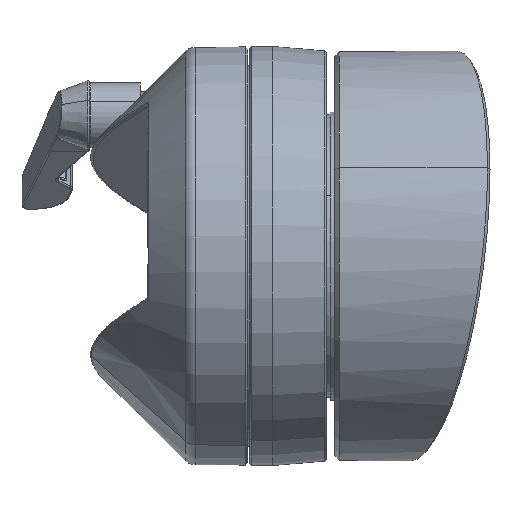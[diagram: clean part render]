
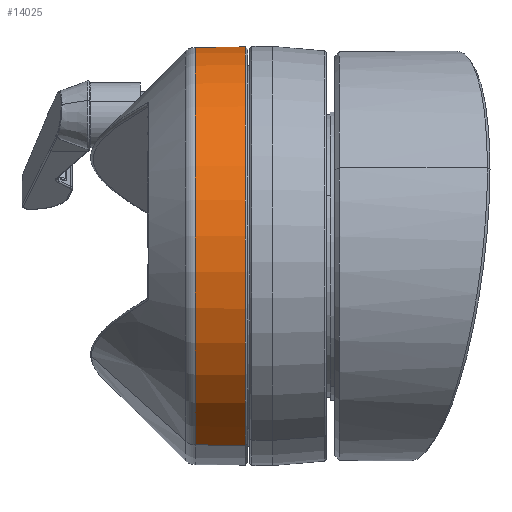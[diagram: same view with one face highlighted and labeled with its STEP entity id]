
A CAD part, left-side view. The second image highlights one B-rep face of the part: STEP entity #14025.
In plain terms, the highlighted conical face has half-angle 0.5 degrees and reference radius 45 mm.
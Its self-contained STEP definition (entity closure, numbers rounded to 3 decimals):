
#33 = ORIENTED_EDGE ( 'NONE', *, *, #6241, .T. ) ;
#208 = CARTESIAN_POINT ( 'NONE',  ( 0., -1.5, 0. ) ) ;
#598 = CIRCLE ( 'NONE', #15056, 44.919 ) ;
#1197 = EDGE_CURVE ( 'NONE', #17057, #16662, #20195, .T. ) ;
#1799 = DIRECTION ( 'NONE',  ( 0., 0., 1. ) ) ;
#1891 = DIRECTION ( 'NONE',  ( 0., -1., 0.009 ) ) ;
#2470 = DIRECTION ( 'NONE',  ( 0., -1., 0. ) ) ;
#2580 = CARTESIAN_POINT ( 'NONE',  ( 0., 9.273, -44.919 ) ) ;
#3146 = EDGE_LOOP ( 'NONE', ( #15214, #16465, #7090, #33 ) ) ;
#3180 = AXIS2_PLACEMENT_3D ( 'NONE', #208, #11187, #1799 ) ;
#3650 = VERTEX_POINT ( 'NONE', #4522 ) ;
#4522 = CARTESIAN_POINT ( 'NONE',  ( 0., 9.273, 44.919 ) ) ;
#4594 = DIRECTION ( 'NONE',  ( 0., 0., -1. ) ) ;
#6241 = EDGE_CURVE ( 'NONE', #16662, #7908, #13975, .T. ) ;
#7090 = ORIENTED_EDGE ( 'NONE', *, *, #1197, .T. ) ;
#7908 = VERTEX_POINT ( 'NONE', #12517 ) ;
#8357 = VECTOR ( 'NONE', #1891, 1000. ) ;
#8842 = LINE ( 'NONE', #15954, #8357 ) ;
#11187 = DIRECTION ( 'NONE',  ( 0., 1., 0. ) ) ;
#11209 = CARTESIAN_POINT ( 'NONE',  ( 0., -1.5, -45.013 ) ) ;
#11293 = DIRECTION ( 'NONE',  ( 0., -1., 0. ) ) ;
#11848 = CARTESIAN_POINT ( 'NONE',  ( 0., 9.273, 0. ) ) ;
#12215 = EDGE_CURVE ( 'NONE', #3650, #7908, #8842, .T. ) ;
#12517 = CARTESIAN_POINT ( 'NONE',  ( 0., -1.5, 45.013 ) ) ;
#13425 = DIRECTION ( 'NONE',  ( 0., 0., -1. ) ) ;
#13975 = CIRCLE ( 'NONE', #3180, 45.013 ) ;
#14025 = ADVANCED_FACE ( 'NONE', ( #19803 ), #15146, .T. ) ;
#15056 = AXIS2_PLACEMENT_3D ( 'NONE', #11848, #2470, #13425 ) ;
#15146 = CONICAL_SURFACE ( 'NONE', #15415, 45., 0.009 ) ;
#15214 = ORIENTED_EDGE ( 'NONE', *, *, #12215, .F. ) ;
#15415 = AXIS2_PLACEMENT_3D ( 'NONE', #15550, #11293, #4594 ) ;
#15550 = CARTESIAN_POINT ( 'NONE',  ( 0., 0., 0. ) ) ;
#15954 = CARTESIAN_POINT ( 'NONE',  ( 0., 0., 45. ) ) ;
#16029 = VECTOR ( 'NONE', #20248, 1000. ) ;
#16184 = EDGE_CURVE ( 'NONE', #3650, #17057, #598, .T. ) ;
#16465 = ORIENTED_EDGE ( 'NONE', *, *, #16184, .T. ) ;
#16662 = VERTEX_POINT ( 'NONE', #11209 ) ;
#17057 = VERTEX_POINT ( 'NONE', #2580 ) ;
#17099 = CARTESIAN_POINT ( 'NONE',  ( 0., 0., -45. ) ) ;
#19803 = FACE_OUTER_BOUND ( 'NONE', #3146, .T. ) ;
#20195 = LINE ( 'NONE', #17099, #16029 ) ;
#20248 = DIRECTION ( 'NONE',  ( 0., -1., -0.009 ) ) ;
